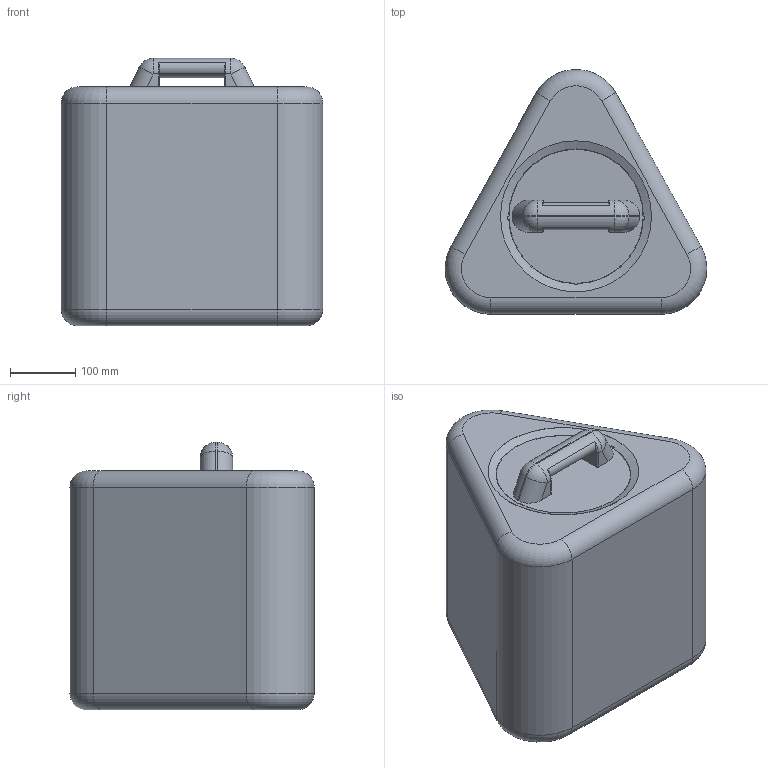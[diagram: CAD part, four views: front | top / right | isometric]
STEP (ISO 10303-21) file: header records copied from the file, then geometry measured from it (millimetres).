
FILE_DESCRIPTION(/* description */ (''),/* implementation_level */ '2;1');
FILE_NAME(/* name */ 'Filamentbatterie_v14.step',/* time_stamp */ '2025-09-29T13:29:09+02:00',/* author */ (''),/* organization */ (''),/* preprocessor_version */ 'ST-DEVELOPER v20.1',/* originating_system */ 'Autodesk Translation Framework v14.17.0.0',/* authorisation */ '');
FILE_SCHEMA (('AUTOMOTIVE_DESIGN { 1 0 10303 214 3 1 1 }'));
Length unit declared in the file: millimetre
Products named in the file (4): Filamentbatterie_v0; Außenhülle (1); Dreh-Zylinder (1); Schublade (1)
Assembly tree (3 placements, depth 2):
  Filamentbatterie_v0
    Außenhülle (1)
    Dreh-Zylinder (1)
    Schublade (1)
Bounding box: 402.06 x 375.43 x 411 mm (x, y, z)
Volume: 25798564.5 mm3; surface area: 1899698.2 mm2
Topology: 3 solids, 3 shells, 151 faces, 396 edges, 253 vertices
Faces by surface type: plane 70, cylinder 60, torus 14, sphere 4, bspline 2, cone 1
Full cylindrical faces by diameter (mm): 230 x1, 232 x2, 250 x1, 252 x1
Entity records: 5210 total; most frequent: CARTESIAN_POINT 1441, ORIENTED_EDGE 792, DIRECTION 755, EDGE_CURVE 396, AXIS2_PLACEMENT_3D 289, VERTEX_POINT 253, LINE 177, VECTOR 177
